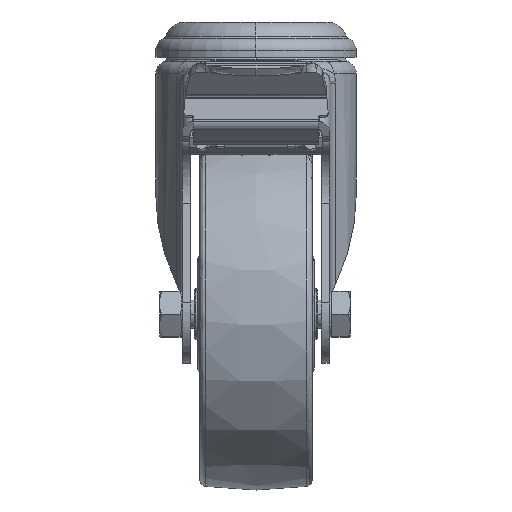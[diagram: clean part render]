
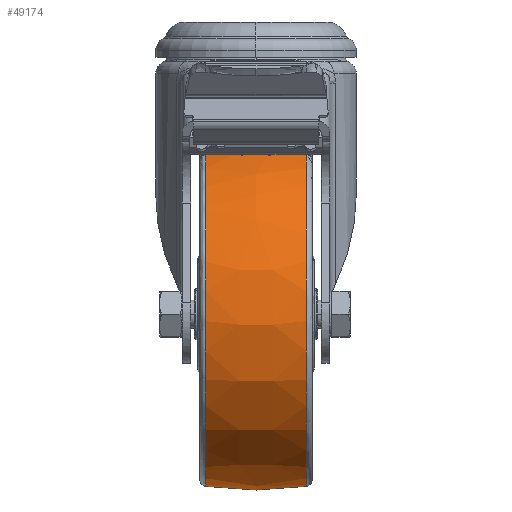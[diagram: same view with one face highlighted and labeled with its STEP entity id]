
A CAD part, top view. The second image highlights one B-rep face of the part: STEP entity #49174.
In plain terms, the highlighted free-form (B-spline) face has degree [3, 3] with [4, 4] control points.
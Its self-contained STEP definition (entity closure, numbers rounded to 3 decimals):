
#438 = CARTESIAN_POINT ( 'NONE',  ( -14.286, 0., 48.974 ) ) ;
#932 = CARTESIAN_POINT ( 'NONE',  ( 4.795, 0., 50.344 ) ) ;
#3012 = DIRECTION ( 'NONE',  ( 1., 0., 0. ) ) ;
#3038 = VERTEX_POINT ( 'NONE', #48837 ) ;
#6725 = CARTESIAN_POINT ( 'NONE',  ( 4.795, 100.688, -50.344 ) ) ;
#10405 = EDGE_CURVE ( 'NONE', #3038, #53975, #36023, .T. ) ;
#10988 = DIRECTION ( 'NONE',  ( -1., 0., 0. ) ) ;
#11306 = AXIS2_PLACEMENT_3D ( 'NONE', #58609, #24123, #64411 ) ;
#12489 = CARTESIAN_POINT ( 'NONE',  ( 14.286, 0., 48.974 ) ) ;
#15341 = ORIENTED_EDGE ( 'NONE', *, *, #69014, .F. ) ;
#17865 = EDGE_CURVE ( 'NONE', #53975, #47735, #69715, .T. ) ;
#17999 = CARTESIAN_POINT ( 'NONE',  ( -14.286, 97.949, 48.974 ) ) ;
#18238 = CARTESIAN_POINT ( 'NONE',  ( 14.286, 97.949, -48.974 ) ) ;
#21668 = DIRECTION ( 'NONE',  ( 0., 1., 0. ) ) ;
#23696 = CARTESIAN_POINT ( 'NONE',  ( -14.286, 0., -48.974 ) ) ;
#24123 = DIRECTION ( 'NONE',  ( 0., -1., 0. ) ) ;
#24819 = AXIS2_PLACEMENT_3D ( 'NONE', #37362, #3012, #43153 ) ;
#29314 = EDGE_LOOP ( 'NONE', ( #15341, #69265, #32599, #71383 ) ) ;
#29498 = CARTESIAN_POINT ( 'NONE',  ( -4.795, 100.688, 50.344 ) ) ;
#32599 = ORIENTED_EDGE ( 'NONE', *, *, #10405, .T. ) ;
#35261 = CARTESIAN_POINT ( 'NONE',  ( -4.795, 0., -50.344 ) ) ;
#36023 = CIRCLE ( 'NONE', #55696, 100. ) ;
#37362 = CARTESIAN_POINT ( 'NONE',  ( -14.286, 0., 0. ) ) ;
#41047 = CARTESIAN_POINT ( 'NONE',  ( 4.795, 100.688, 50.344 ) ) ;
#43153 = DIRECTION ( 'NONE',  ( 0., 0., 1. ) ) ;
#45319 = CARTESIAN_POINT ( 'NONE',  ( 14.286, 0., 0. ) ) ;
#45490 = FACE_OUTER_BOUND ( 'NONE', #29314, .T. ) ;
#46247 = CARTESIAN_POINT ( 'NONE',  ( 14.286, 0., 48.974 ) ) ;
#46833 = CARTESIAN_POINT ( 'NONE',  ( 4.795, 0., -50.344 ) ) ;
#47735 = VERTEX_POINT ( 'NONE', #56922 ) ;
#48837 = CARTESIAN_POINT ( 'NONE',  ( -14.286, 0., 48.974 ) ) ;
#49174 = ADVANCED_FACE ( 'NONE', ( #45490 ), #66412, .T. ) ;
#51090 = DIRECTION ( 'NONE',  ( 0., 0., 1. ) ) ;
#52523 = VERTEX_POINT ( 'NONE', #73589 ) ;
#52617 = CARTESIAN_POINT ( 'NONE',  ( 14.286, 97.949, 48.974 ) ) ;
#53975 = VERTEX_POINT ( 'NONE', #46247 ) ;
#55696 = AXIS2_PLACEMENT_3D ( 'NONE', #56127, #21668, #61899 ) ;
#56127 = CARTESIAN_POINT ( 'NONE',  ( 0., 0., -50. ) ) ;
#56922 = CARTESIAN_POINT ( 'NONE',  ( 14.286, 0., -48.974 ) ) ;
#58165 = CARTESIAN_POINT ( 'NONE',  ( -14.286, 97.949, -48.974 ) ) ;
#58417 = CARTESIAN_POINT ( 'NONE',  ( 14.286, 0., -48.974 ) ) ;
#58609 = CARTESIAN_POINT ( 'NONE',  ( 0., 0., 50. ) ) ;
#58893 = AXIS2_PLACEMENT_3D ( 'NONE', #45319, #10988, #51090 ) ;
#60643 = CIRCLE ( 'NONE', #11306, 100. ) ;
#61899 = DIRECTION ( 'NONE',  ( 0., 0., 1. ) ) ;
#63950 = CARTESIAN_POINT ( 'NONE',  ( -4.795, 0., 50.344 ) ) ;
#64411 = DIRECTION ( 'NONE',  ( 0., 0., -1. ) ) ;
#64670 = CIRCLE ( 'NONE', #24819, 48.974 ) ;
#66412 =( BOUNDED_SURFACE ( )  B_SPLINE_SURFACE ( 3, 3, ( 
 ( #438, #17999, #58165, #23696 ),
 ( #63950, #29498, #69739, #35261 ),
 ( #932, #41047, #6725, #46833 ),
 ( #12489, #52617, #18238, #58417 ) ),
 .UNSPECIFIED., .F., .F., .F. ) 
 B_SPLINE_SURFACE_WITH_KNOTS ( ( 4, 4 ),
 ( 4, 4 ),
 ( 0., 1. ),
 ( 0., 1. ),
 .UNSPECIFIED. ) 
 GEOMETRIC_REPRESENTATION_ITEM ( )  RATIONAL_B_SPLINE_SURFACE ( (
 ( 1., 0.333, 0.333, 1.),
 ( 0.993, 0.331, 0.331, 0.993),
 ( 0.993, 0.331, 0.331, 0.993),
 ( 1., 0.333, 0.333, 1.) ) ) 
 REPRESENTATION_ITEM ( '' )  SURFACE ( )  );
#69014 = EDGE_CURVE ( 'NONE', #52523, #47735, #60643, .T. ) ;
#69265 = ORIENTED_EDGE ( 'NONE', *, *, #72872, .T. ) ;
#69715 = CIRCLE ( 'NONE', #58893, 48.974 ) ;
#69739 = CARTESIAN_POINT ( 'NONE',  ( -4.795, 100.688, -50.344 ) ) ;
#71383 = ORIENTED_EDGE ( 'NONE', *, *, #17865, .T. ) ;
#72872 = EDGE_CURVE ( 'NONE', #52523, #3038, #64670, .T. ) ;
#73589 = CARTESIAN_POINT ( 'NONE',  ( -14.286, 0., -48.974 ) ) ;
